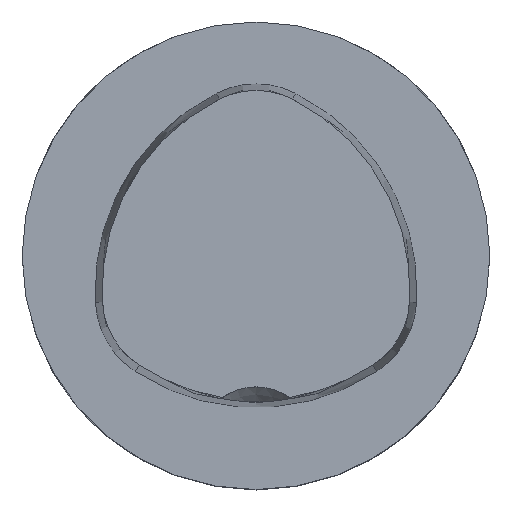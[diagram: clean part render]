
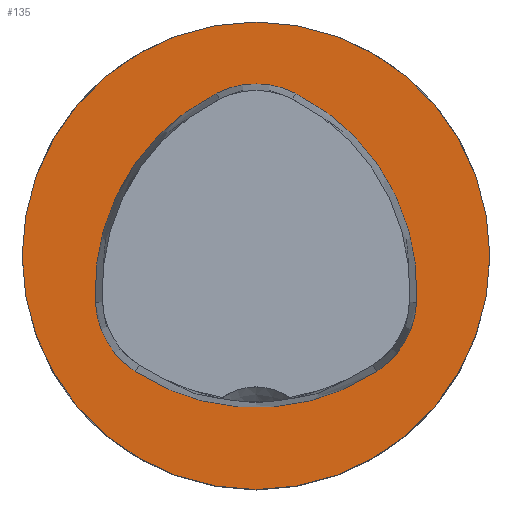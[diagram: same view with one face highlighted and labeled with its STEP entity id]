
A CAD part, top view. The second image highlights one B-rep face of the part: STEP entity #135.
In plain terms, the highlighted planar face has unit normal (0, 0, 1).
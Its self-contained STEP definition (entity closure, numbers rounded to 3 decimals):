
#33=FACE_BOUND('',#191,.T.);
#34=FACE_BOUND('',#192,.T.);
#66=PLANE('',#485);
#135=ADVANCED_FACE('',(#33,#34),#66,.T.);
#191=EDGE_LOOP('',(#299));
#192=EDGE_LOOP('',(#300,#301,#302,#303,#304,#305));
#209=CIRCLE('',#445,15.063);
#212=CIRCLE('',#449,6.063);
#214=CIRCLE('',#452,6.063);
#216=CIRCLE('',#455,15.063);
#218=CIRCLE('',#458,6.063);
#220=CIRCLE('',#461,15.063);
#221=CIRCLE('',#484,16.);
#299=ORIENTED_EDGE('',*,*,#413,.F.);
#300=ORIENTED_EDGE('',*,*,#386,.F.);
#301=ORIENTED_EDGE('',*,*,#388,.F.);
#302=ORIENTED_EDGE('',*,*,#376,.F.);
#303=ORIENTED_EDGE('',*,*,#372,.F.);
#304=ORIENTED_EDGE('',*,*,#380,.F.);
#305=ORIENTED_EDGE('',*,*,#383,.F.);
#334=VERTEX_POINT('',#666);
#335=VERTEX_POINT('',#668);
#338=VERTEX_POINT('',#676);
#340=VERTEX_POINT('',#682);
#342=VERTEX_POINT('',#688);
#344=VERTEX_POINT('',#694);
#361=VERTEX_POINT('',#754);
#372=EDGE_CURVE('',#334,#335,#209,.T.);
#376=EDGE_CURVE('',#335,#338,#212,.T.);
#380=EDGE_CURVE('',#340,#334,#214,.T.);
#383=EDGE_CURVE('',#342,#340,#216,.T.);
#386=EDGE_CURVE('',#344,#342,#218,.T.);
#388=EDGE_CURVE('',#338,#344,#220,.T.);
#413=EDGE_CURVE('',#361,#361,#221,.T.);
#445=AXIS2_PLACEMENT_3D('',#667,#516,#517);
#449=AXIS2_PLACEMENT_3D('',#675,#525,#526);
#452=AXIS2_PLACEMENT_3D('',#683,#533,#534);
#455=AXIS2_PLACEMENT_3D('',#689,#540,#541);
#458=AXIS2_PLACEMENT_3D('',#695,#547,#548);
#461=AXIS2_PLACEMENT_3D('',#698,#553,#554);
#484=AXIS2_PLACEMENT_3D('',#753,#615,#616);
#485=AXIS2_PLACEMENT_3D('',#755,#617,#618);
#516=DIRECTION('',(0.,0.,1.));
#517=DIRECTION('',(1.,0.,0.));
#525=DIRECTION('',(0.,0.,1.));
#526=DIRECTION('',(1.,0.,0.));
#533=DIRECTION('',(0.,0.,1.));
#534=DIRECTION('',(1.,0.,0.));
#540=DIRECTION('',(0.,0.,1.));
#541=DIRECTION('',(1.,0.,0.));
#547=DIRECTION('',(0.,0.,1.));
#548=DIRECTION('',(1.,0.,0.));
#553=DIRECTION('',(0.,0.,1.));
#554=DIRECTION('',(1.,0.,0.));
#615=DIRECTION('',(0.,0.,-1.));
#616=DIRECTION('',(-1.,0.,0.));
#617=DIRECTION('',(0.,0.,1.));
#618=DIRECTION('',(0.,1.,0.));
#666=CARTESIAN_POINT('',(-8.262,-7.919,0.));
#667=CARTESIAN_POINT('',(0.,4.675,0.));
#668=CARTESIAN_POINT('',(8.262,-7.919,0.));
#675=CARTESIAN_POINT('',(4.936,-2.85,0.));
#676=CARTESIAN_POINT('',(10.989,-3.195,0.));
#682=CARTESIAN_POINT('',(-10.989,-3.195,0.));
#683=CARTESIAN_POINT('',(-4.936,-2.85,0.));
#688=CARTESIAN_POINT('',(-2.728,11.115,0.));
#689=CARTESIAN_POINT('',(4.049,-2.338,0.));
#694=CARTESIAN_POINT('',(2.728,11.115,0.));
#695=CARTESIAN_POINT('',(0.,5.7,0.));
#698=CARTESIAN_POINT('',(-4.049,-2.338,0.));
#753=CARTESIAN_POINT('',(0.,0.,0.));
#754=CARTESIAN_POINT('',(-16.,0.,0.));
#755=CARTESIAN_POINT('',(-8.,0.,0.));
